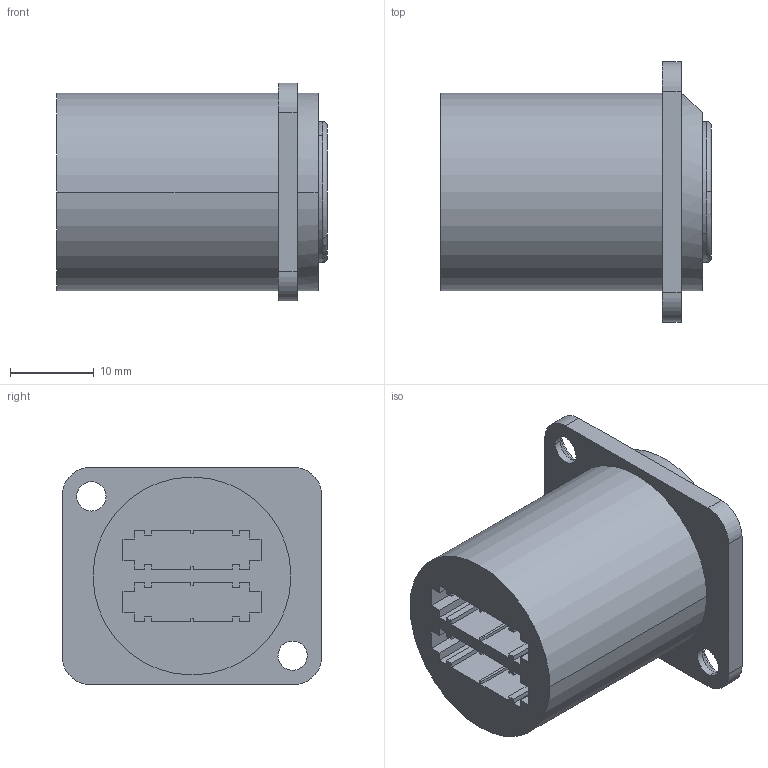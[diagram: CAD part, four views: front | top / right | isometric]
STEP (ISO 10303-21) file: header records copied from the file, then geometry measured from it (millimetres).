
FILE_DESCRIPTION((''),'2;1');
FILE_NAME('D-NO4FDW_V2','2010-06-24T',('kma'),(''),'PRO/ENGINEER BY PARAMETRIC TECHNOLOGY CORPORATION, 2009220','PRO/ENGINEER BY PARAMETRIC TECHNOLOGY CORPORATION, 2009220','');
FILE_SCHEMA(('AUTOMOTIVE_DESIGN_CC2 { 1 2 10303 214 -1 1 5 2 }'));
Length unit declared in the file: millimetre
Products named in the file (1): D-NO4FDW_V2
Bounding box: 32.3 x 31 x 26 mm (x, y, z)
Volume: 10140.9 mm3; surface area: 7718.9 mm2
Topology: 1 solids, 1 shells, 140 faces, 392 edges, 260 vertices
Faces by surface type: plane 97, cylinder 33, cone 8, torus 2
Entity records: 5997 total; most frequent: CARTESIAN_POINT 948, ORIENTED_EDGE 784, DIRECTION 715, PRESENTATION_STYLE_ASSIGNMENT 393, STYLED_ITEM 393, CURVE_STYLE 392, EDGE_CURVE 392, VECTOR 303
